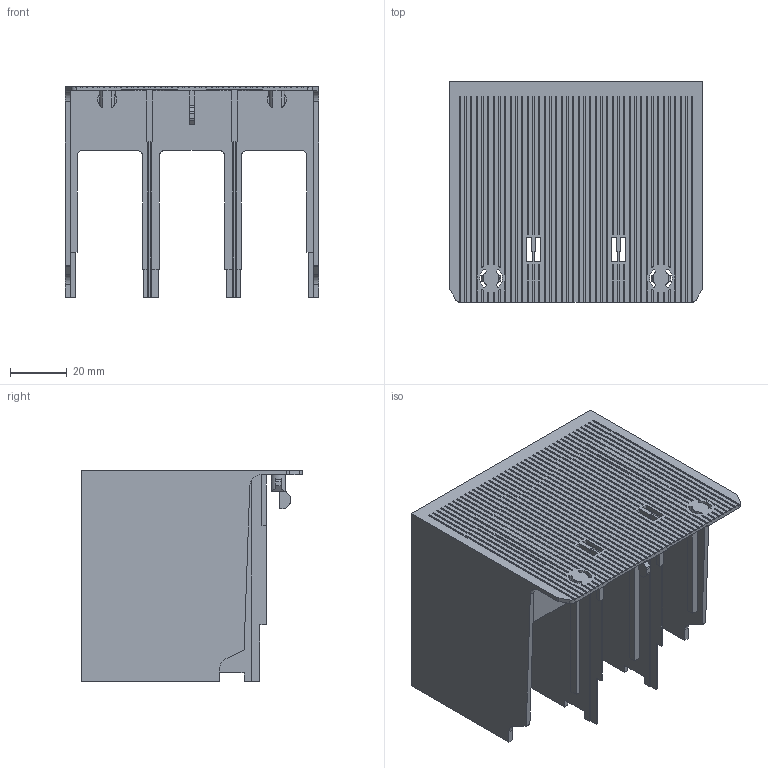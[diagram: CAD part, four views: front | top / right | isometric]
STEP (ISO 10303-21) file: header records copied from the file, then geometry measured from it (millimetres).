
FILE_DESCRIPTION( ( 'STEP AP214' ), '1' );
FILE_NAME( 'abb_LT140-30L_Terminal shrouds, long, 3-pole AF116-AF146.stp', '2019-03-06T22:00:48', ( '' ), ( '' ), ' ', 'PARTsolutions', ' ' );
FILE_SCHEMA( ( 'AUTOMOTIVE_DESIGN { 1 0 10303 214 1 1 1 1 }' ) );
Length unit declared in the file: millimetre
Products named in the file (1): _abb_LT140-30L_Terminal shrouds, long, 3-pole AF116-AF146
Bounding box: 89.62 x 78 x 74.5 mm (x, y, z)
Volume: 49056 mm3; surface area: 61903.8 mm2
Topology: 1 solids, 1 shells, 675 faces, 1856 edges, 1236 vertices
Faces by surface type: plane 594, cylinder 81
Entity records: 26638 total; most frequent: CARTESIAN_POINT 3832, ORIENTED_EDGE 3712, DIRECTION 3372, EDGE_CURVE 1856, LINE 1660, VECTOR 1660, VERTEX_POINT 1236, AXIS2_PLACEMENT_3D 856
